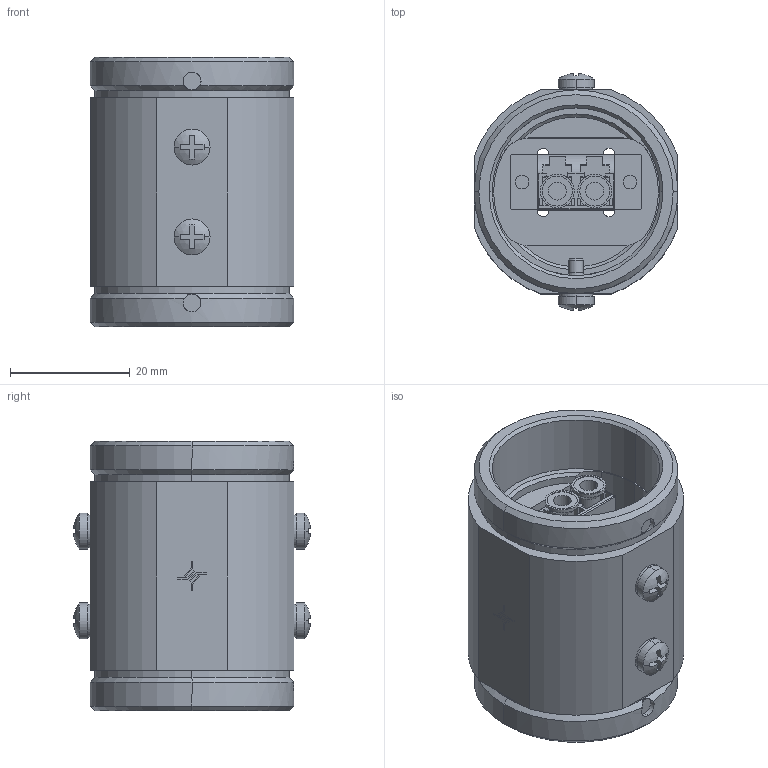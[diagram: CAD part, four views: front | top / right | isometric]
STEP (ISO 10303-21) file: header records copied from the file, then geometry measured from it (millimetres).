
FILE_DESCRIPTION (( 'STEP AP214' ), '1' );
FILE_NAME ('j68071A0004H50.STEP', '2013-04-15T08:36:34', ( 'Wartung' ), ( '' ), 'SwSTEP 2.0', 'SolidWorks 2012', '' );
FILE_SCHEMA (( 'AUTOMOTIVE_DESIGN' ));
Length unit declared in the file: millimetre
Products named in the file (10): j68071A0004H50; b04005A1412; B04001A0419; B07011A0032; a05020E0630; h66000A0006; J08071A0024H1_ohne TG-Logo; B01030A0024; B00010A0020; J08071A0024
Assembly tree (20 placements, depth 3):
  j68071A0004H50
    h66000A0006
      b04005A1412
      B04001A0419  x2
      B07011A0032  x4
      a05020E0630  x4
    J08071A0024
      J08071A0024H1_ohne TG-Logo
      B01030A0024  x2
      B00010A0020  x4
Bounding box: 34.01 x 39.54 x 45 mm (x, y, z)
Volume: 21491.5 mm3; surface area: 16613.1 mm2
Topology: 18 solids, 18 shells, 721 faces, 1799 edges, 1136 vertices
Faces by surface type: plane 347, cylinder 248, cone 64, torus 48, sphere 14
Entity records: 16270 total; most frequent: CARTESIAN_POINT 2890, DIRECTION 2776, ORIENTED_EDGE 2616, EDGE_CURVE 1308, AXIS2_PLACEMENT_3D 956, VECTOR 864, LINE 864, VERTEX_POINT 834
